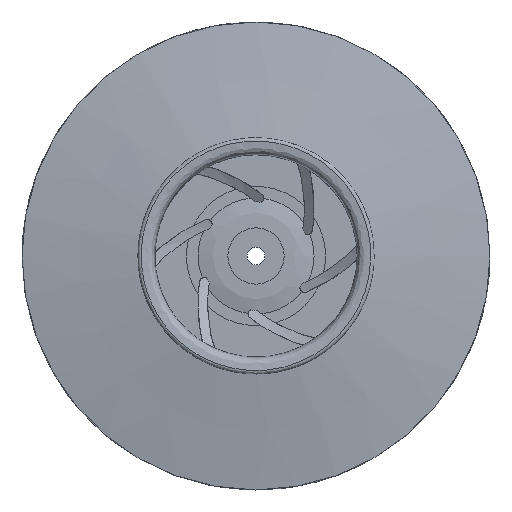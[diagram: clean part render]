
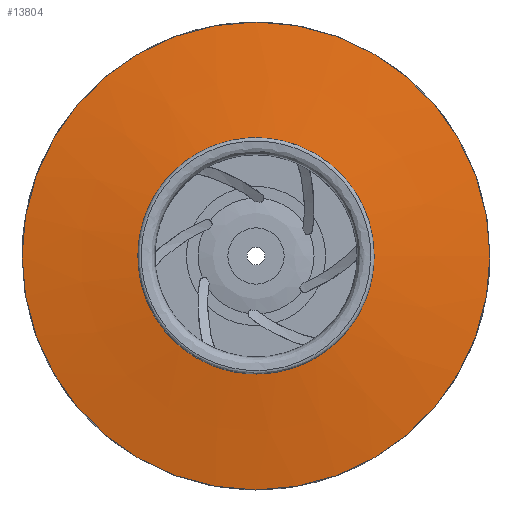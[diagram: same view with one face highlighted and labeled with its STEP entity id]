
A CAD part, top view. The second image highlights one B-rep face of the part: STEP entity #13804.
In plain terms, the highlighted conical face has half-angle 81.085 degrees and reference radius 54.899 mm.
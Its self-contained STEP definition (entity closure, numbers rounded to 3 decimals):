
#16=CONICAL_SURFACE('',#14225,54.899,1.415);
#519=CIRCLE('',#13904,69.558);
#592=CIRCLE('',#14226,35.115);
#1534=FACE_OUTER_BOUND('',#2295,.T.);
#2295=EDGE_LOOP('',(#12337,#12338,#12339,#12340));
#4358=LINE('',#29779,#5356);
#5356=VECTOR('',#16007,54.899);
#5479=VERTEX_POINT('',#17704);
#6722=VERTEX_POINT('',#29778);
#6901=EDGE_CURVE('',#5479,#5479,#519,.T.);
#8784=EDGE_CURVE('',#5479,#6722,#4358,.T.);
#8785=EDGE_CURVE('',#6722,#6722,#592,.T.);
#12337=ORIENTED_EDGE('',*,*,#6901,.F.);
#12338=ORIENTED_EDGE('',*,*,#8784,.T.);
#12339=ORIENTED_EDGE('',*,*,#8785,.T.);
#12340=ORIENTED_EDGE('',*,*,#8784,.F.);
#13804=ADVANCED_FACE('',(#1534),#16,.T.);
#13904=AXIS2_PLACEMENT_3D('',#17705,#14408,#14409);
#14225=AXIS2_PLACEMENT_3D('',#29777,#16005,#16006);
#14226=AXIS2_PLACEMENT_3D('',#29780,#16008,#16009);
#14408=DIRECTION('center_axis',(0.,0.,-1.));
#14409=DIRECTION('ref_axis',(-1.,0.,0.));
#16005=DIRECTION('center_axis',(0.,0.,
-1.));
#16006=DIRECTION('ref_axis',(-1.,0.,0.));
#16007=DIRECTION('',(-0.988,0.,0.155));
#16008=DIRECTION('center_axis',(0.,0.,-1.));
#16009=DIRECTION('ref_axis',(-1.,0.,0.));
#17704=CARTESIAN_POINT('',(69.558,0.,13.503));
#17705=CARTESIAN_POINT('Origin',(0.,0.,
13.503));
#29777=CARTESIAN_POINT('Origin',(0.,0.,
15.802));
#29778=CARTESIAN_POINT('',(35.115,0.,18.905));
#29779=CARTESIAN_POINT('',(54.899,0.,15.802));
#29780=CARTESIAN_POINT('Origin',(0.,0.,
18.905));
